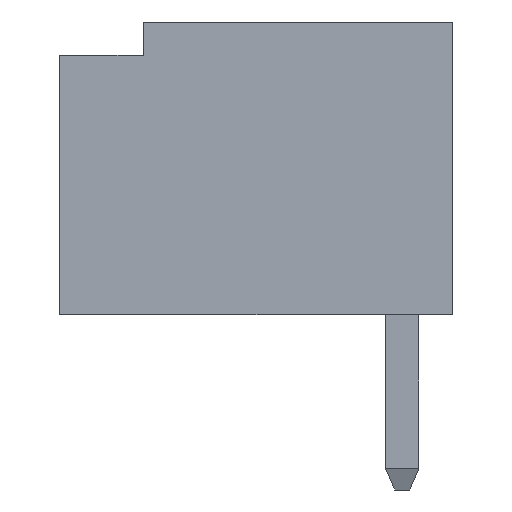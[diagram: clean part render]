
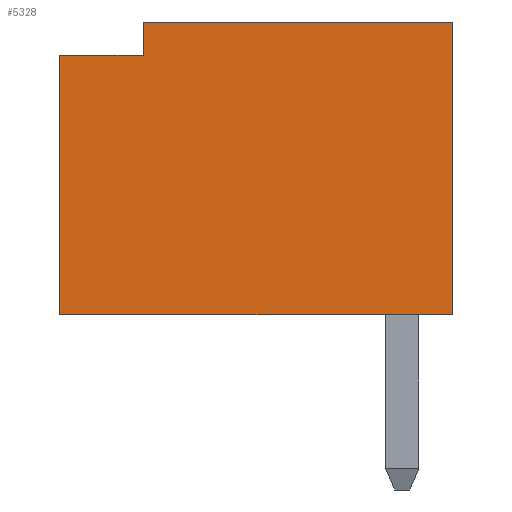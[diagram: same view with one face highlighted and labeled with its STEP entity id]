
A CAD part, left-side view. The second image highlights one B-rep face of the part: STEP entity #5328.
In plain terms, the highlighted planar face has unit normal (-1, 0, 0).
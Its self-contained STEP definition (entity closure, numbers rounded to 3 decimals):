
#5=DIRECTION('',(0.,0.,1.));
#6=VECTOR('',#5,3.5);
#7=CARTESIAN_POINT('',(-5.875,0.,-1.75));
#8=LINE('',#7,#6);
#57=DIRECTION('',(0.,1.,0.));
#58=VECTOR('',#57,3.7);
#59=CARTESIAN_POINT('',(-5.875,0.,1.75));
#60=LINE('',#59,#58);
#769=DIRECTION('',(0.,0.,1.));
#770=VECTOR('',#769,3.1);
#771=CARTESIAN_POINT('',(-5.875,4.7,-1.75));
#772=LINE('',#771,#770);
#897=DIRECTION('',(0.,-1.,0.));
#898=VECTOR('',#897,1.);
#899=CARTESIAN_POINT('',(-5.875,4.7,1.35));
#900=LINE('',#899,#898);
#901=DIRECTION('',(0.,0.,-1.));
#902=VECTOR('',#901,0.4);
#903=CARTESIAN_POINT('',(-5.875,3.7,1.75));
#904=LINE('',#903,#902);
#905=DIRECTION('',(0.,1.,0.));
#906=VECTOR('',#905,4.7);
#907=CARTESIAN_POINT('',(-5.875,0.,-1.75));
#908=LINE('',#907,#906);
#3341=CARTESIAN_POINT('',(-5.875,0.,-1.75));
#3342=CARTESIAN_POINT('',(-5.875,0.,1.75));
#3343=VERTEX_POINT('',#3341);
#3344=VERTEX_POINT('',#3342);
#3363=CARTESIAN_POINT('',(-5.875,4.7,-1.75));
#3364=VERTEX_POINT('',#3363);
#3389=CARTESIAN_POINT('',(-5.875,4.7,1.35));
#3390=CARTESIAN_POINT('',(-5.875,3.7,1.35));
#3391=VERTEX_POINT('',#3389);
#3392=VERTEX_POINT('',#3390);
#3393=CARTESIAN_POINT('',(-5.875,3.7,1.75));
#3394=VERTEX_POINT('',#3393);
#5313=CARTESIAN_POINT('',(-5.875,0.,-1.75));
#5314=DIRECTION('',(-1.,0.,0.));
#5315=DIRECTION('',(0.,0.,1.));
#5316=AXIS2_PLACEMENT_3D('',#5313,#5314,#5315);
#5317=PLANE('',#5316);
#5319=ORIENTED_EDGE('',*,*,#5318,.T.);
#5320=ORIENTED_EDGE('',*,*,#5302,.F.);
#5321=ORIENTED_EDGE('',*,*,#4443,.F.);
#5322=ORIENTED_EDGE('',*,*,#4386,.F.);
#5324=ORIENTED_EDGE('',*,*,#5323,.T.);
#5325=ORIENTED_EDGE('',*,*,#5164,.T.);
#5326=EDGE_LOOP('',(#5319,#5320,#5321,#5322,#5324,#5325));
#5327=FACE_OUTER_BOUND('',#5326,.F.);
#4386=EDGE_CURVE('',#3343,#3344,#8,.T.);
#4443=EDGE_CURVE('',#3344,#3394,#60,.T.);
#5164=EDGE_CURVE('',#3364,#3391,#772,.T.);
#5302=EDGE_CURVE('',#3394,#3392,#904,.T.);
#5318=EDGE_CURVE('',#3391,#3392,#900,.T.);
#5323=EDGE_CURVE('',#3343,#3364,#908,.T.);
#5328=ADVANCED_FACE('',(#5327),#5317,.T.);
